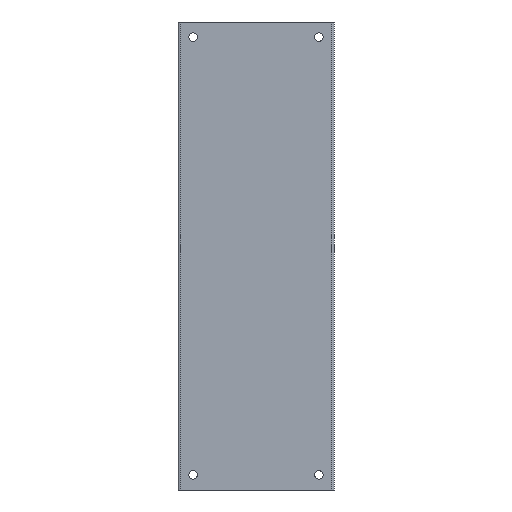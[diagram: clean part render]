
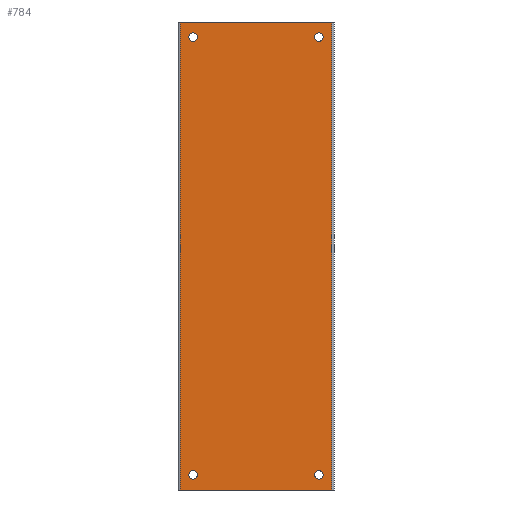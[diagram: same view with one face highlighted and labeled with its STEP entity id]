
A CAD part, front view. The second image highlights one B-rep face of the part: STEP entity #784.
In plain terms, the highlighted planar face has unit normal (0, -1, 0).
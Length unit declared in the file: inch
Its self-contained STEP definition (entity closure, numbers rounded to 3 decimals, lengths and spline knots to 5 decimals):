
#7 = ORIENTED_EDGE ( 'NONE', *, *, #58, .T. ) ;
#18 = CARTESIAN_POINT ( 'NONE',  ( -3.625, 0., 12.625 ) ) ;
#31 = DIRECTION ( 'NONE',  ( 0., 0., 1. ) ) ;
#42 = VERTEX_POINT ( 'NONE', #192 ) ;
#44 = VERTEX_POINT ( 'NONE', #761 ) ;
#45 = AXIS2_PLACEMENT_3D ( 'NONE', #636, #253, #770 ) ;
#48 = CIRCLE ( 'NONE', #122, 0.25 ) ;
#49 = ORIENTED_EDGE ( 'NONE', *, *, #180, .F. ) ;
#50 = AXIS2_PLACEMENT_3D ( 'NONE', #81, #456, #587 ) ;
#56 = ORIENTED_EDGE ( 'NONE', *, *, #348, .T. ) ;
#58 = EDGE_CURVE ( 'NONE', #417, #565, #202, .T. ) ;
#65 = VERTEX_POINT ( 'NONE', #133 ) ;
#67 = CARTESIAN_POINT ( 'NONE',  ( 3.625, 0., -12.875 ) ) ;
#68 = EDGE_CURVE ( 'NONE', #560, #109, #680, .T. ) ;
#73 = DIRECTION ( 'NONE',  ( 0., 1., 0. ) ) ;
#81 = CARTESIAN_POINT ( 'NONE',  ( -3.625, 0., -12.625 ) ) ;
#101 = DIRECTION ( 'NONE',  ( 0., 0., 1. ) ) ;
#103 = CARTESIAN_POINT ( 'NONE',  ( 3.625, 0., 12.625 ) ) ;
#104 = EDGE_LOOP ( 'NONE', ( #56, #150 ) ) ;
#109 = VERTEX_POINT ( 'NONE', #306 ) ;
#118 = CARTESIAN_POINT ( 'NONE',  ( -3.625, 0., 12.375 ) ) ;
#121 = DIRECTION ( 'NONE',  ( 0., 0., 1. ) ) ;
#122 = AXIS2_PLACEMENT_3D ( 'NONE', #781, #394, #31 ) ;
#123 = DIRECTION ( 'NONE',  ( 1., 0., 0. ) ) ;
#125 = VERTEX_POINT ( 'NONE', #197 ) ;
#126 = CARTESIAN_POINT ( 'NONE',  ( -4.5, 0., -13.5 ) ) ;
#128 = DIRECTION ( 'NONE',  ( 0., 1., 0. ) ) ;
#133 = CARTESIAN_POINT ( 'NONE',  ( -4.375, 0., -13.5 ) ) ;
#135 = VECTOR ( 'NONE', #750, 39.37008 ) ;
#150 = ORIENTED_EDGE ( 'NONE', *, *, #314, .T. ) ;
#171 = VERTEX_POINT ( 'NONE', #637 ) ;
#180 = EDGE_CURVE ( 'NONE', #544, #560, #259, .T. ) ;
#192 = CARTESIAN_POINT ( 'NONE',  ( 3.625, 0., 12.875 ) ) ;
#197 = CARTESIAN_POINT ( 'NONE',  ( 3.625, 0., 12.375 ) ) ;
#202 = CIRCLE ( 'NONE', #50, 0.25 ) ;
#214 = FACE_BOUND ( 'NONE', #424, .T. ) ;
#218 = EDGE_LOOP ( 'NONE', ( #542, #733, #49, #519 ) ) ;
#220 = EDGE_CURVE ( 'NONE', #544, #65, #421, .T. ) ;
#223 = ORIENTED_EDGE ( 'NONE', *, *, #483, .T. ) ;
#233 = EDGE_CURVE ( 'NONE', #125, #42, #547, .T. ) ;
#237 = CIRCLE ( 'NONE', #532, 0.25 ) ;
#238 = CARTESIAN_POINT ( 'NONE',  ( 4.5, 0., 13.5 ) ) ;
#253 = DIRECTION ( 'NONE',  ( 0., 1., 0. ) ) ;
#259 = LINE ( 'NONE', #238, #804 ) ;
#267 = CARTESIAN_POINT ( 'NONE',  ( 4.375, 0., 13.5 ) ) ;
#278 = VERTEX_POINT ( 'NONE', #118 ) ;
#301 = CARTESIAN_POINT ( 'NONE',  ( 3.625, 0., 12.625 ) ) ;
#306 = CARTESIAN_POINT ( 'NONE',  ( 4.375, 0., -13.5 ) ) ;
#314 = EDGE_CURVE ( 'NONE', #535, #171, #351, .T. ) ;
#317 = AXIS2_PLACEMENT_3D ( 'NONE', #126, #389, #713 ) ;
#346 = EDGE_LOOP ( 'NONE', ( #223, #660 ) ) ;
#348 = EDGE_CURVE ( 'NONE', #171, #535, #744, .T. ) ;
#351 = CIRCLE ( 'NONE', #780, 0.25 ) ;
#355 = AXIS2_PLACEMENT_3D ( 'NONE', #103, #475, #101 ) ;
#358 = ORIENTED_EDGE ( 'NONE', *, *, #490, .T. ) ;
#363 = ORIENTED_EDGE ( 'NONE', *, *, #233, .T. ) ;
#364 = DIRECTION ( 'NONE',  ( 0., 0., 1. ) ) ;
#374 = DIRECTION ( 'NONE',  ( -1., 0., 0. ) ) ;
#379 = FACE_BOUND ( 'NONE', #346, .T. ) ;
#382 = VECTOR ( 'NONE', #453, 39.37008 ) ;
#384 = CARTESIAN_POINT ( 'NONE',  ( -4.375, 0., 13.5 ) ) ;
#389 = DIRECTION ( 'NONE',  ( 0., -1., 0. ) ) ;
#394 = DIRECTION ( 'NONE',  ( 0., 1., 0. ) ) ;
#417 = VERTEX_POINT ( 'NONE', #581 ) ;
#421 = LINE ( 'NONE', #579, #382 ) ;
#424 = EDGE_LOOP ( 'NONE', ( #7, #659 ) ) ;
#428 = CARTESIAN_POINT ( 'NONE',  ( 3.625, 0., -12.625 ) ) ;
#440 = FACE_BOUND ( 'NONE', #735, .T. ) ;
#445 = CARTESIAN_POINT ( 'NONE',  ( 4.375, 0., -13.5 ) ) ;
#450 = DIRECTION ( 'NONE',  ( 0., 0., 1. ) ) ;
#453 = DIRECTION ( 'NONE',  ( 0., 0., -1. ) ) ;
#456 = DIRECTION ( 'NONE',  ( 0., 1., 0. ) ) ;
#458 = CARTESIAN_POINT ( 'NONE',  ( -4.5, 0., -13.5 ) ) ;
#475 = DIRECTION ( 'NONE',  ( 0., 1., 0. ) ) ;
#483 = EDGE_CURVE ( 'NONE', #44, #278, #237, .T. ) ;
#485 = FACE_OUTER_BOUND ( 'NONE', #218, .T. ) ;
#490 = EDGE_CURVE ( 'NONE', #42, #125, #796, .T. ) ;
#493 = CARTESIAN_POINT ( 'NONE',  ( 3.625, 0., -12.625 ) ) ;
#519 = ORIENTED_EDGE ( 'NONE', *, *, #220, .T. ) ;
#532 = AXIS2_PLACEMENT_3D ( 'NONE', #18, #641, #450 ) ;
#535 = VERTEX_POINT ( 'NONE', #67 ) ;
#542 = ORIENTED_EDGE ( 'NONE', *, *, #623, .F. ) ;
#544 = VERTEX_POINT ( 'NONE', #384 ) ;
#547 = CIRCLE ( 'NONE', #355, 0.25 ) ;
#560 = VERTEX_POINT ( 'NONE', #267 ) ;
#565 = VERTEX_POINT ( 'NONE', #773 ) ;
#579 = CARTESIAN_POINT ( 'NONE',  ( -4.375, 0., -13.5 ) ) ;
#581 = CARTESIAN_POINT ( 'NONE',  ( -3.625, 0., -12.375 ) ) ;
#587 = DIRECTION ( 'NONE',  ( 0., 0., 1. ) ) ;
#598 = LINE ( 'NONE', #458, #663 ) ;
#613 = AXIS2_PLACEMENT_3D ( 'NONE', #493, #73, #632 ) ;
#618 = EDGE_CURVE ( 'NONE', #565, #417, #783, .T. ) ;
#623 = EDGE_CURVE ( 'NONE', #109, #65, #598, .T. ) ;
#632 = DIRECTION ( 'NONE',  ( 0., 0., 1. ) ) ;
#636 = CARTESIAN_POINT ( 'NONE',  ( -3.625, 0., -12.625 ) ) ;
#637 = CARTESIAN_POINT ( 'NONE',  ( 3.625, 0., -12.375 ) ) ;
#641 = DIRECTION ( 'NONE',  ( 0., 1., 0. ) ) ;
#659 = ORIENTED_EDGE ( 'NONE', *, *, #618, .T. ) ;
#660 = ORIENTED_EDGE ( 'NONE', *, *, #763, .T. ) ;
#663 = VECTOR ( 'NONE', #374, 39.37008 ) ;
#680 = LINE ( 'NONE', #445, #135 ) ;
#710 = AXIS2_PLACEMENT_3D ( 'NONE', #301, #128, #364 ) ;
#713 = DIRECTION ( 'NONE',  ( 0., 0., -1. ) ) ;
#733 = ORIENTED_EDGE ( 'NONE', *, *, #68, .F. ) ;
#735 = EDGE_LOOP ( 'NONE', ( #358, #363 ) ) ;
#744 = CIRCLE ( 'NONE', #613, 0.25 ) ;
#745 = DIRECTION ( 'NONE',  ( 0., 1., 0. ) ) ;
#750 = DIRECTION ( 'NONE',  ( 0., 0., -1. ) ) ;
#761 = CARTESIAN_POINT ( 'NONE',  ( -3.625, 0., 12.875 ) ) ;
#763 = EDGE_CURVE ( 'NONE', #278, #44, #48, .T. ) ;
#770 = DIRECTION ( 'NONE',  ( 0., 0., 1. ) ) ;
#773 = CARTESIAN_POINT ( 'NONE',  ( -3.625, 0., -12.875 ) ) ;
#776 = PLANE ( 'NONE',  #317 ) ;
#780 = AXIS2_PLACEMENT_3D ( 'NONE', #428, #745, #121 ) ;
#781 = CARTESIAN_POINT ( 'NONE',  ( -3.625, 0., 12.625 ) ) ;
#783 = CIRCLE ( 'NONE', #45, 0.25 ) ;
#784 = ADVANCED_FACE ( 'NONE', ( #485, #440, #797, #214, #379 ), #776, .T. ) ;
#796 = CIRCLE ( 'NONE', #710, 0.25 ) ;
#797 = FACE_BOUND ( 'NONE', #104, .T. ) ;
#804 = VECTOR ( 'NONE', #123, 39.37008 ) ;
